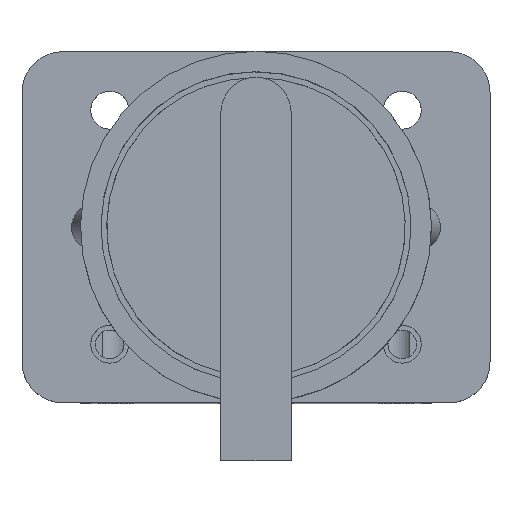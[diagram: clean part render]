
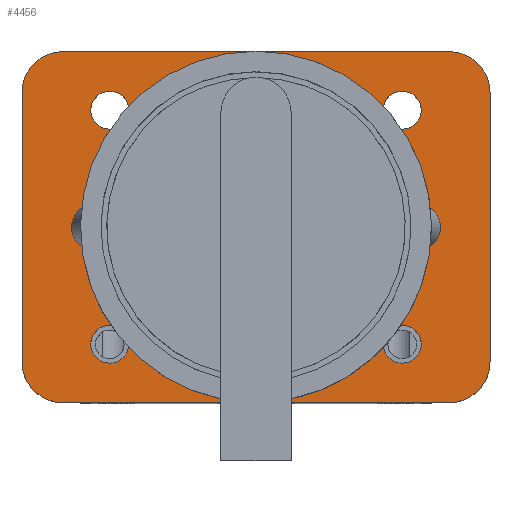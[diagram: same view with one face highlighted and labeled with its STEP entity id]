
A CAD part, top view. The second image highlights one B-rep face of the part: STEP entity #4456.
In plain terms, the highlighted planar face has unit normal (0, 0, 1).
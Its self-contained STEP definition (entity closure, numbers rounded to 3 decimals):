
#402=LINE('',#6110,#796);
#408=LINE('',#6130,#802);
#411=LINE('',#6138,#805);
#413=LINE('',#6144,#807);
#796=VECTOR('',#5084,33.);
#802=VECTOR('',#5104,23.);
#805=VECTOR('',#5113,33.);
#807=VECTOR('',#5121,23.);
#1193=PLANE('',#4740);
#1361=FACE_BOUND('',#1713,.T.);
#1362=FACE_BOUND('',#1714,.T.);
#1363=FACE_BOUND('',#1715,.T.);
#1364=FACE_BOUND('',#1716,.T.);
#1365=FACE_BOUND('',#1717,.T.);
#1366=FACE_BOUND('',#1718,.T.);
#1367=FACE_BOUND('',#1719,.T.);
#1368=FACE_BOUND('',#1720,.T.);
#1441=ELLIPSE('',#4698,2.071,2.);
#1442=ELLIPSE('',#4704,2.071,2.);
#1713=EDGE_LOOP('',(#3225));
#1714=EDGE_LOOP('',(#3226));
#1715=EDGE_LOOP('',(#3227));
#1716=EDGE_LOOP('',(#3228));
#1717=EDGE_LOOP('',(#3229));
#1718=EDGE_LOOP('',(#3230));
#1719=EDGE_LOOP('',(#3231));
#1720=EDGE_LOOP('',(#3232,#3233,#3234,#3235,#3236,#3237,#3238,#3239));
#2015=CIRCLE('',#4710,1.625);
#2017=CIRCLE('',#4713,1.625);
#2019=CIRCLE('',#4716,1.625);
#2021=CIRCLE('',#4719,1.625);
#2023=CIRCLE('',#4722,11.25);
#2024=CIRCLE('',#4724,3.5);
#2029=CIRCLE('',#4732,3.5);
#2030=CIRCLE('',#4735,3.5);
#2031=CIRCLE('',#4738,3.5);
#2120=VERTEX_POINT('',#6056);
#2123=VERTEX_POINT('',#6065);
#2126=VERTEX_POINT('',#6074);
#2128=VERTEX_POINT('',#6079);
#2130=VERTEX_POINT('',#6084);
#2132=VERTEX_POINT('',#6089);
#2134=VERTEX_POINT('',#6094);
#2135=VERTEX_POINT('',#6097);
#2136=VERTEX_POINT('',#6098);
#2140=VERTEX_POINT('',#6108);
#2146=VERTEX_POINT('',#6124);
#2147=VERTEX_POINT('',#6128);
#2148=VERTEX_POINT('',#6132);
#2149=VERTEX_POINT('',#6136);
#2150=VERTEX_POINT('',#6140);
#2544=EDGE_CURVE('',#2120,#2120,#1441,.T.);
#2547=EDGE_CURVE('',#2123,#2123,#1442,.T.);
#2550=EDGE_CURVE('',#2126,#2126,#2015,.T.);
#2552=EDGE_CURVE('',#2128,#2128,#2017,.T.);
#2554=EDGE_CURVE('',#2130,#2130,#2019,.T.);
#2556=EDGE_CURVE('',#2132,#2132,#2021,.T.);
#2558=EDGE_CURVE('',#2134,#2134,#2023,.T.);
#2559=EDGE_CURVE('',#2135,#2136,#2024,.T.);
#2565=EDGE_CURVE('',#2140,#2135,#402,.T.);
#2572=EDGE_CURVE('',#2146,#2140,#2029,.T.);
#2575=EDGE_CURVE('',#2147,#2146,#408,.T.);
#2576=EDGE_CURVE('',#2148,#2147,#2030,.T.);
#2579=EDGE_CURVE('',#2149,#2148,#411,.T.);
#2580=EDGE_CURVE('',#2150,#2149,#2031,.T.);
#2582=EDGE_CURVE('',#2136,#2150,#413,.T.);
#3225=ORIENTED_EDGE('',*,*,#2544,.T.);
#3226=ORIENTED_EDGE('',*,*,#2547,.T.);
#3227=ORIENTED_EDGE('',*,*,#2550,.T.);
#3228=ORIENTED_EDGE('',*,*,#2552,.T.);
#3229=ORIENTED_EDGE('',*,*,#2554,.T.);
#3230=ORIENTED_EDGE('',*,*,#2556,.T.);
#3231=ORIENTED_EDGE('',*,*,#2558,.T.);
#3232=ORIENTED_EDGE('',*,*,#2559,.F.);
#3233=ORIENTED_EDGE('',*,*,#2565,.F.);
#3234=ORIENTED_EDGE('',*,*,#2572,.F.);
#3235=ORIENTED_EDGE('',*,*,#2575,.F.);
#3236=ORIENTED_EDGE('',*,*,#2576,.F.);
#3237=ORIENTED_EDGE('',*,*,#2579,.F.);
#3238=ORIENTED_EDGE('',*,*,#2580,.F.);
#3239=ORIENTED_EDGE('',*,*,#2582,.F.);
#4456=ADVANCED_FACE('',(#1361,#1362,#1363,#1364,#1365,#1366,#1367,#1368),
#1193,.T.);
#4698=AXIS2_PLACEMENT_3D('',#6057,#5022,#5023);
#4704=AXIS2_PLACEMENT_3D('',#6066,#5034,#5035);
#4710=AXIS2_PLACEMENT_3D('',#6075,#5046,#5047);
#4713=AXIS2_PLACEMENT_3D('',#6080,#5052,#5053);
#4716=AXIS2_PLACEMENT_3D('',#6085,#5058,#5059);
#4719=AXIS2_PLACEMENT_3D('',#6090,#5064,#5065);
#4722=AXIS2_PLACEMENT_3D('',#6095,#5070,#5071);
#4724=AXIS2_PLACEMENT_3D('',#6099,#5074,#5075);
#4732=AXIS2_PLACEMENT_3D('',#6125,#5098,#5099);
#4735=AXIS2_PLACEMENT_3D('',#6133,#5107,#5108);
#4738=AXIS2_PLACEMENT_3D('',#6141,#5116,#5117);
#4740=AXIS2_PLACEMENT_3D('',#6145,#5122,#5123);
#5022=DIRECTION('center_axis',(0.,0.,-1.));
#5023=DIRECTION('ref_axis',(-1.,0.,0.));
#5034=DIRECTION('center_axis',(0.,0.,-1.));
#5035=DIRECTION('ref_axis',(1.,0.,0.));
#5046=DIRECTION('center_axis',(0.,0.,-1.));
#5047=DIRECTION('ref_axis',(1.,0.,0.));
#5052=DIRECTION('center_axis',(0.,0.,-1.));
#5053=DIRECTION('ref_axis',(1.,0.,0.));
#5058=DIRECTION('center_axis',(0.,0.,-1.));
#5059=DIRECTION('ref_axis',(1.,0.,0.));
#5064=DIRECTION('center_axis',(0.,0.,-1.));
#5065=DIRECTION('ref_axis',(1.,0.,0.));
#5070=DIRECTION('center_axis',(0.,0.,-1.));
#5071=DIRECTION('ref_axis',(-1.,0.,0.));
#5074=DIRECTION('center_axis',(0.,0.,-1.));
#5075=DIRECTION('ref_axis',(-0.707,-0.707,0.));
#5084=DIRECTION('',(-1.,0.,0.));
#5098=DIRECTION('center_axis',(0.,0.,-1.));
#5099=DIRECTION('ref_axis',(0.707,-0.707,0.));
#5104=DIRECTION('',(0.,-1.,0.));
#5107=DIRECTION('center_axis',(0.,0.,-1.));
#5108=DIRECTION('ref_axis',(0.707,0.707,0.));
#5113=DIRECTION('',(1.,0.,0.));
#5116=DIRECTION('center_axis',(0.,0.,-1.));
#5117=DIRECTION('ref_axis',(-0.707,0.707,0.));
#5121=DIRECTION('',(0.,1.,0.));
#5122=DIRECTION('center_axis',(0.,0.,1.));
#5123=DIRECTION('ref_axis',(1.,0.,0.));
#6056=CARTESIAN_POINT('',(-11.629,0.,11.5));
#6057=CARTESIAN_POINT('Origin',(-13.7,0.,11.5));
#6065=CARTESIAN_POINT('',(11.629,0.,11.5));
#6066=CARTESIAN_POINT('Origin',(13.7,0.,11.5));
#6074=CARTESIAN_POINT('',(14.125,-10.,11.5));
#6075=CARTESIAN_POINT('Origin',(12.5,-10.,11.5));
#6079=CARTESIAN_POINT('',(-10.875,10.,11.5));
#6080=CARTESIAN_POINT('Origin',(-12.5,10.,11.5));
#6084=CARTESIAN_POINT('',(-10.875,-10.,11.5));
#6085=CARTESIAN_POINT('Origin',(-12.5,-10.,11.5));
#6089=CARTESIAN_POINT('',(14.125,10.,11.5));
#6090=CARTESIAN_POINT('Origin',(12.5,10.,11.5));
#6094=CARTESIAN_POINT('',(11.25,0.,11.5));
#6095=CARTESIAN_POINT('Origin',(0.,0.,11.5));
#6097=CARTESIAN_POINT('',(-16.5,-15.,11.5));
#6098=CARTESIAN_POINT('',(-20.,-11.5,11.5));
#6099=CARTESIAN_POINT('Origin',(-16.5,-11.5,11.5));
#6108=CARTESIAN_POINT('',(16.5,-15.,11.5));
#6110=CARTESIAN_POINT('',(20.,-15.,11.5));
#6124=CARTESIAN_POINT('',(20.,-11.5,11.5));
#6125=CARTESIAN_POINT('Origin',(16.5,-11.5,11.5));
#6128=CARTESIAN_POINT('',(20.,11.5,11.5));
#6130=CARTESIAN_POINT('',(20.,15.,11.5));
#6132=CARTESIAN_POINT('',(16.5,15.,11.5));
#6133=CARTESIAN_POINT('Origin',(16.5,11.5,11.5));
#6136=CARTESIAN_POINT('',(-16.5,15.,11.5));
#6138=CARTESIAN_POINT('',(-20.,15.,11.5));
#6140=CARTESIAN_POINT('',(-20.,11.5,11.5));
#6141=CARTESIAN_POINT('Origin',(-16.5,11.5,11.5));
#6144=CARTESIAN_POINT('',(-20.,-15.,11.5));
#6145=CARTESIAN_POINT('Origin',(0.,0.,
11.5));
